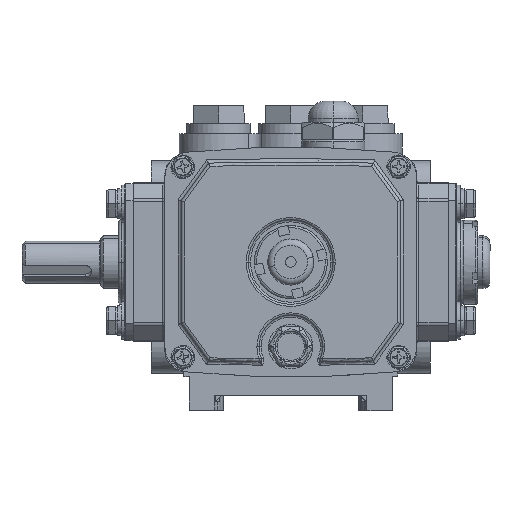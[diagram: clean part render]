
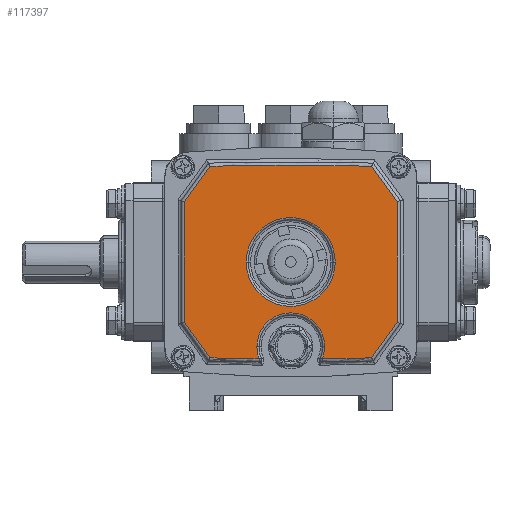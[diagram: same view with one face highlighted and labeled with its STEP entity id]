
A CAD part, top view. The second image highlights one B-rep face of the part: STEP entity #117397.
In plain terms, the highlighted planar face has unit normal (0, 0, 1).
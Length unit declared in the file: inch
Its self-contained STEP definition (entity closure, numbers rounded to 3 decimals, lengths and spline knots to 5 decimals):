
#13 = CARTESIAN_POINT ( 'NONE',  ( -1.97835, 0.2946, 9.59646 ) ) ;
#944 = FACE_OUTER_BOUND ( 'NONE', #119805, .T. ) ;
#3110 = CARTESIAN_POINT ( 'NONE',  ( 0.82677, 1.41732, 9.59646 ) ) ;
#3301 = CARTESIAN_POINT ( 'NONE',  ( 1.97835, 0.2946, 9.59646 ) ) ;
#3463 = EDGE_CURVE ( 'NONE', #63445, #107706, #47011, .T. ) ;
#6006 = LINE ( 'NONE', #31401, #116917 ) ;
#8251 = VERTEX_POINT ( 'NONE', #3110 ) ;
#9063 = CIRCLE ( 'NONE', #43188, 0.62992 ) ;
#9242 = DIRECTION ( 'NONE',  ( -1., 0., 0. ) ) ;
#12947 = ORIENTED_EDGE ( 'NONE', *, *, #20950, .T. ) ;
#13582 = CARTESIAN_POINT ( 'NONE',  ( 0., 1.41732, 9.59646 ) ) ;
#16227 = CARTESIAN_POINT ( 'NONE',  ( -1.50457, 3.19962, 9.59646 ) ) ;
#18851 = LINE ( 'NONE', #73131, #126546 ) ;
#19856 = LINE ( 'NONE', #45982, #96588 ) ;
#19857 = ORIENTED_EDGE ( 'NONE', *, *, #132558, .T. ) ;
#20950 = EDGE_CURVE ( 'NONE', #65225, #119298, #125500, .T. ) ;
#21397 = CARTESIAN_POINT ( 'NONE',  ( -0.58865, -0.38174, 9.59646 ) ) ;
#21898 = VECTOR ( 'NONE', #62249, 39.37008 ) ;
#22853 = VERTEX_POINT ( 'NONE', #86022 ) ;
#23066 = ORIENTED_EDGE ( 'NONE', *, *, #97338, .T. ) ;
#24033 = DIRECTION ( 'NONE',  ( -1., 0., 0. ) ) ;
#28133 = DIRECTION ( 'NONE',  ( 0., 0., -1. ) ) ;
#29105 = VERTEX_POINT ( 'NONE', #42423 ) ;
#31401 = CARTESIAN_POINT ( 'NONE',  ( 24.39763, -36.4249, 9.59646 ) ) ;
#33589 = DIRECTION ( 'NONE',  ( -1., 0., 0. ) ) ;
#33644 = VERTEX_POINT ( 'NONE', #99546 ) ;
#33861 = VECTOR ( 'NONE', #122379, 39.37008 ) ;
#34077 = CARTESIAN_POINT ( 'NONE',  ( 1.97835, 2.54004, 9.59646 ) ) ;
#36235 = ORIENTED_EDGE ( 'NONE', *, *, #105051, .T. ) ;
#38454 = DIRECTION ( 'NONE',  ( 0., 0., -1. ) ) ;
#41630 = VERTEX_POINT ( 'NONE', #16227 ) ;
#42423 = CARTESIAN_POINT ( 'NONE',  ( 1.50457, 3.19962, 9.59646 ) ) ;
#43188 = AXIS2_PLACEMENT_3D ( 'NONE', #111432, #48992, #121931 ) ;
#44771 = EDGE_CURVE ( 'NONE', #119298, #63445, #55439, .T. ) ;
#45242 = CARTESIAN_POINT ( 'NONE',  ( 0., -53.94995, 9.59646 ) ) ;
#45982 = CARTESIAN_POINT ( 'NONE',  ( 1.97835, -53.94995, 9.59646 ) ) ;
#47011 = CIRCLE ( 'NONE', #133017, 57.16938 ) ;
#47200 = CIRCLE ( 'NONE', #102932, 0.82677 ) ;
#47649 = EDGE_CURVE ( 'NONE', #126119, #61304, #19856, .T. ) ;
#48940 = ORIENTED_EDGE ( 'NONE', *, *, #87028, .T. ) ;
#48992 = DIRECTION ( 'NONE',  ( 0., 0., -1. ) ) ;
#49609 = CARTESIAN_POINT ( 'NONE',  ( 0., 56.7846, 9.59646 ) ) ;
#50406 = CARTESIAN_POINT ( 'NONE',  ( -0.62992, -0.15748, 9.59646 ) ) ;
#51012 = CIRCLE ( 'NONE', #81924, 0.82677 ) ;
#51693 = CARTESIAN_POINT ( 'NONE',  ( -24.39763, -36.4249, 9.59646 ) ) ;
#52394 = DIRECTION ( 'NONE',  ( 0.583, -0.812, 0. ) ) ;
#52659 = ORIENTED_EDGE ( 'NONE', *, *, #60382, .T. ) ;
#54608 = CARTESIAN_POINT ( 'NONE',  ( 1.50457, -0.36497, 9.59646 ) ) ;
#55439 = CIRCLE ( 'NONE', #99725, 0.62992 ) ;
#55608 = CARTESIAN_POINT ( 'NONE',  ( 0.62992, -0.15748, 9.59646 ) ) ;
#55744 = DIRECTION ( 'NONE',  ( -1., 0., 0. ) ) ;
#56955 = CARTESIAN_POINT ( 'NONE',  ( 0.58865, -0.38174, 9.59646 ) ) ;
#60170 = DIRECTION ( 'NONE',  ( -1., 0., 0. ) ) ;
#60382 = EDGE_CURVE ( 'NONE', #107706, #126119, #77405, .T. ) ;
#60757 = VECTOR ( 'NONE', #92460, 39.37008 ) ;
#61304 = VERTEX_POINT ( 'NONE', #34077 ) ;
#61690 = LINE ( 'NONE', #70055, #33861 ) ;
#62249 = DIRECTION ( 'NONE',  ( 0.583, 0.812, 0. ) ) ;
#63445 = VERTEX_POINT ( 'NONE', #56955 ) ;
#65225 = VERTEX_POINT ( 'NONE', #50406 ) ;
#65808 = PLANE ( 'NONE',  #117223 ) ;
#70055 = CARTESIAN_POINT ( 'NONE',  ( -1.97835, -53.94995, 9.59646 ) ) ;
#70833 = ORIENTED_EDGE ( 'NONE', *, *, #74363, .T. ) ;
#71822 = DIRECTION ( 'NONE',  ( 0., 0., 1. ) ) ;
#72420 = ORIENTED_EDGE ( 'NONE', *, *, #114594, .T. ) ;
#73131 = CARTESIAN_POINT ( 'NONE',  ( 28.07159, -33.78585, 9.59646 ) ) ;
#73660 = EDGE_CURVE ( 'NONE', #61304, #29105, #18851, .T. ) ;
#74363 = EDGE_CURVE ( 'NONE', #33644, #134278, #96774, .T. ) ;
#77405 = LINE ( 'NONE', #51693, #21898 ) ;
#78633 = ORIENTED_EDGE ( 'NONE', *, *, #86248, .T. ) ;
#79186 = CIRCLE ( 'NONE', #119807, 57.16938 ) ;
#80209 = CARTESIAN_POINT ( 'NONE',  ( 0., -0.15748, 9.59646 ) ) ;
#81247 = ORIENTED_EDGE ( 'NONE', *, *, #84065, .T. ) ;
#81924 = AXIS2_PLACEMENT_3D ( 'NONE', #13582, #86547, #24033 ) ;
#81985 = CARTESIAN_POINT ( 'NONE',  ( -28.07159, -33.78585, 9.59646 ) ) ;
#82146 = ORIENTED_EDGE ( 'NONE', *, *, #73660, .T. ) ;
#84065 = EDGE_CURVE ( 'NONE', #134278, #65225, #9063, .T. ) ;
#85041 = VERTEX_POINT ( 'NONE', #13 ) ;
#86022 = CARTESIAN_POINT ( 'NONE',  ( -1.97835, 2.54004, 9.59646 ) ) ;
#86248 = EDGE_CURVE ( 'NONE', #102556, #8251, #47200, .T. ) ;
#86547 = DIRECTION ( 'NONE',  ( 0., 0., -1. ) ) ;
#87028 = EDGE_CURVE ( 'NONE', #85041, #33644, #6006, .T. ) ;
#87629 = EDGE_LOOP ( 'NONE', ( #78633, #72420 ) ) ;
#88429 = LINE ( 'NONE', #81985, #60757 ) ;
#90602 = CARTESIAN_POINT ( 'NONE',  ( 0., -0.15748, 9.59646 ) ) ;
#92460 = DIRECTION ( 'NONE',  ( -0.583, -0.812, 0. ) ) ;
#93040 = AXIS2_PLACEMENT_3D ( 'NONE', #49609, #122554, #60170 ) ;
#95522 = ORIENTED_EDGE ( 'NONE', *, *, #3463, .T. ) ;
#96588 = VECTOR ( 'NONE', #109344, 39.37008 ) ;
#96774 = CIRCLE ( 'NONE', #93040, 57.16938 ) ;
#97338 = EDGE_CURVE ( 'NONE', #22853, #85041, #61690, .T. ) ;
#99546 = CARTESIAN_POINT ( 'NONE',  ( -1.50457, -0.36497, 9.59646 ) ) ;
#99725 = AXIS2_PLACEMENT_3D ( 'NONE', #90602, #28133, #101153 ) ;
#100971 = CARTESIAN_POINT ( 'NONE',  ( 0., 1.41732, 9.59646 ) ) ;
#101153 = DIRECTION ( 'NONE',  ( -1., 0., 0. ) ) ;
#102365 = DIRECTION ( 'NONE',  ( -1., 0., 0. ) ) ;
#102556 = VERTEX_POINT ( 'NONE', #125714 ) ;
#102932 = AXIS2_PLACEMENT_3D ( 'NONE', #100971, #38454, #111389 ) ;
#104513 = DIRECTION ( 'NONE',  ( -0.583, 0.812, 0. ) ) ;
#105051 = EDGE_CURVE ( 'NONE', #29105, #41630, #79186, .T. ) ;
#106985 = DIRECTION ( 'NONE',  ( 0., 0., -1. ) ) ;
#107706 = VERTEX_POINT ( 'NONE', #54608 ) ;
#108676 = FACE_BOUND ( 'NONE', #87629, .T. ) ;
#109344 = DIRECTION ( 'NONE',  ( 0., 1., 0. ) ) ;
#111389 = DIRECTION ( 'NONE',  ( -1., 0., 0. ) ) ;
#111432 = CARTESIAN_POINT ( 'NONE',  ( 0., -0.15748, 9.59646 ) ) ;
#114594 = EDGE_CURVE ( 'NONE', #8251, #102556, #51012, .T. ) ;
#115674 = ORIENTED_EDGE ( 'NONE', *, *, #44771, .T. ) ;
#116917 = VECTOR ( 'NONE', #52394, 39.37008 ) ;
#117223 = AXIS2_PLACEMENT_3D ( 'NONE', #45242, #118144, #55744 ) ;
#117397 = ADVANCED_FACE ( 'NONE', ( #108676, #944 ), #65808, .F. ) ;
#117471 = ORIENTED_EDGE ( 'NONE', *, *, #47649, .T. ) ;
#118144 = DIRECTION ( 'NONE',  ( 0., 0., -1. ) ) ;
#119186 = AXIS2_PLACEMENT_3D ( 'NONE', #80209, #106985, #33589 ) ;
#119298 = VERTEX_POINT ( 'NONE', #55608 ) ;
#119805 = EDGE_LOOP ( 'NONE', ( #70833, #81247, #12947, #115674, #95522, #52659, #117471, #82146, #36235, #19857, #23066, #48940 ) ) ;
#119807 = AXIS2_PLACEMENT_3D ( 'NONE', #134155, #71822, #9242 ) ;
#120589 = CARTESIAN_POINT ( 'NONE',  ( 0., 56.7846, 9.59646 ) ) ;
#121931 = DIRECTION ( 'NONE',  ( -1., 0., 0. ) ) ;
#122379 = DIRECTION ( 'NONE',  ( 0., -1., 0. ) ) ;
#122554 = DIRECTION ( 'NONE',  ( 0., 0., 1. ) ) ;
#125500 = CIRCLE ( 'NONE', #119186, 0.62992 ) ;
#125714 = CARTESIAN_POINT ( 'NONE',  ( -0.82677, 1.41732, 9.59646 ) ) ;
#126119 = VERTEX_POINT ( 'NONE', #3301 ) ;
#126546 = VECTOR ( 'NONE', #104513, 39.37008 ) ;
#129281 = DIRECTION ( 'NONE',  ( 0., 0., 1. ) ) ;
#132558 = EDGE_CURVE ( 'NONE', #41630, #22853, #88429, .T. ) ;
#133017 = AXIS2_PLACEMENT_3D ( 'NONE', #120589, #129281, #102365 ) ;
#134155 = CARTESIAN_POINT ( 'NONE',  ( 0., -53.94995, 9.59646 ) ) ;
#134278 = VERTEX_POINT ( 'NONE', #21397 ) ;
